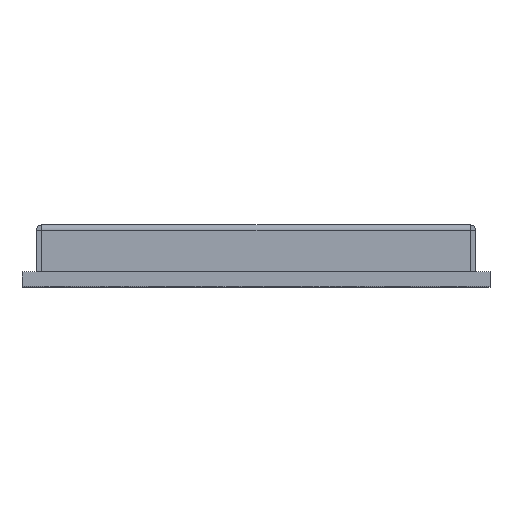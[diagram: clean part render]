
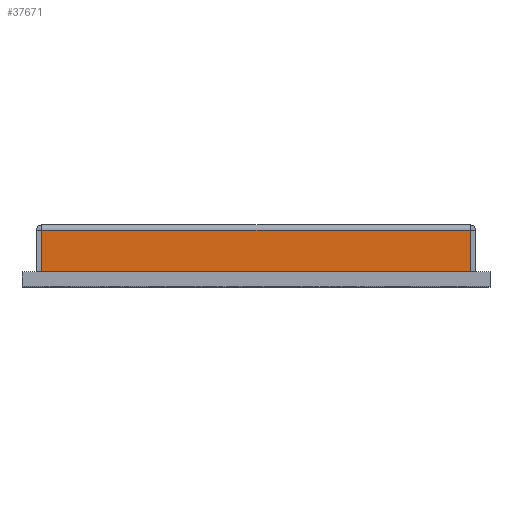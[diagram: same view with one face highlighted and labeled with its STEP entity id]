
A CAD part, top view. The second image highlights one B-rep face of the part: STEP entity #37671.
In plain terms, the highlighted planar face has unit normal (0, 0, 1).
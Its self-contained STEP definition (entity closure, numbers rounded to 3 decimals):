
#154=DIRECTION('',(0.,-1.,0.));
#155=VECTOR('',#154,1.15);
#156=CARTESIAN_POINT('',(-5.9,0.,7.05));
#157=LINE('',#156,#155);
#161=DIRECTION('',(0.,1.,0.));
#162=VECTOR('',#161,1.15);
#163=CARTESIAN_POINT('',(5.9,-1.15,7.05));
#164=LINE('',#163,#162);
#168=DIRECTION('',(1.,0.,0.));
#169=VECTOR('',#168,11.8);
#170=CARTESIAN_POINT('',(-5.9,-1.15,7.05));
#171=LINE('',#170,#169);
#10960=DIRECTION('',(-1.,0.,0.));
#10961=VECTOR('',#10960,11.8);
#10962=CARTESIAN_POINT('',(5.9,0.,7.05));
#10963=LINE('',#10962,#10961);
#31803=CARTESIAN_POINT('',(-5.9,0.,7.05));
#31804=CARTESIAN_POINT('',(-5.9,-1.15,7.05));
#31805=VERTEX_POINT('',#31803);
#31806=VERTEX_POINT('',#31804);
#31807=CARTESIAN_POINT('',(5.9,-1.15,7.05));
#31808=VERTEX_POINT('',#31807);
#31809=CARTESIAN_POINT('',(5.9,0.,7.05));
#31810=VERTEX_POINT('',#31809);
#37657=CARTESIAN_POINT('',(-5.9,0.15,7.05));
#37658=DIRECTION('',(0.,0.,1.));
#37659=DIRECTION('',(-1.,0.,0.));
#37660=AXIS2_PLACEMENT_3D('',#37657,#37658,#37659);
#37661=PLANE('',#37660);
#37663=ORIENTED_EDGE('',*,*,#37662,.F.);
#37665=ORIENTED_EDGE('',*,*,#37664,.F.);
#37666=ORIENTED_EDGE('',*,*,#37647,.F.);
#37668=ORIENTED_EDGE('',*,*,#37667,.F.);
#37669=EDGE_LOOP('',(#37663,#37665,#37666,#37668));
#37670=FACE_OUTER_BOUND('',#37669,.F.);
#37647=EDGE_CURVE('',#31808,#31810,#164,.T.);
#37662=EDGE_CURVE('',#31805,#31806,#157,.T.);
#37664=EDGE_CURVE('',#31810,#31805,#10963,.T.);
#37667=EDGE_CURVE('',#31806,#31808,#171,.T.);
#37671=ADVANCED_FACE('',(#37670),#37661,.T.);
